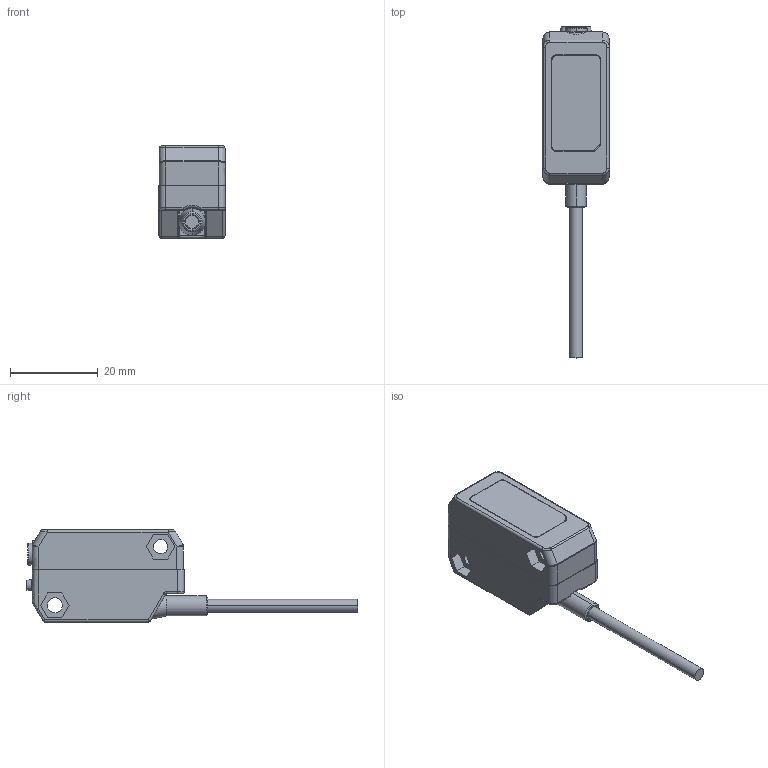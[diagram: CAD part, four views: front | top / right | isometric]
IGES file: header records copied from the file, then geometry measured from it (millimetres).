
Start section:  PTC IGES file: 139428.igs
Global section: file name: 139428.igs; native system: Pro/ENGINEER by Parametric Technology Corporation; preprocessor: 2006170; author: banengservice; organization: Unknown; date: 20080505.120636; units: inch
Bounding box: 15.05 x 75.68 x 21 mm (x, y, z)
Volume: 5453.5 mm3; surface area: 8458.3 mm2
Topology: 4 solids, 4 shells, 1018 faces, 2600 edges, 1650 vertices
Faces by surface type: bspline 503, revolution 392, extrusion 123
